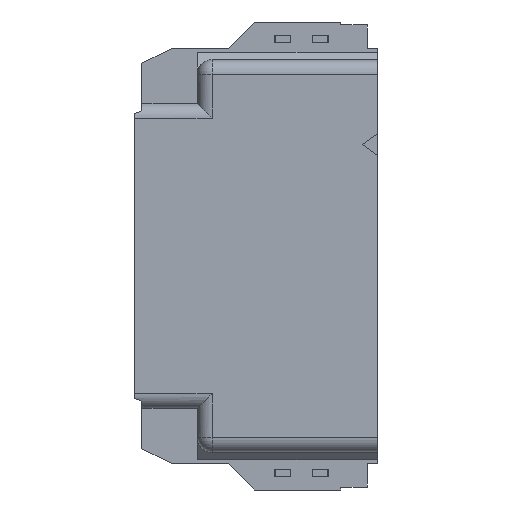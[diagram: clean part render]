
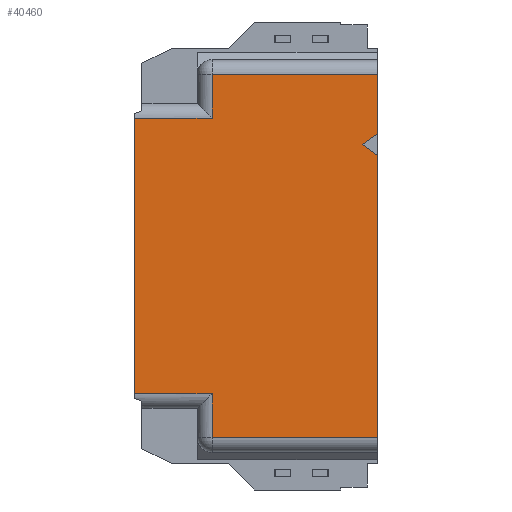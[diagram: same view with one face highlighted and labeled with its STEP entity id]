
A CAD part, left-side view. The second image highlights one B-rep face of the part: STEP entity #40460.
In plain terms, the highlighted planar face has unit normal (-1, 0, 0).
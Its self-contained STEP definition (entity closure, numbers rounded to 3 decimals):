
#3790=CARTESIAN_POINT('',(-11.523,27.981,-49.238));
#3800=VERTEX_POINT('',#3790);
#3850=CARTESIAN_POINT('',(-11.523,27.981,-49.238));
#3860=DIRECTION('',(0.,0.,-1.));
#3870=VECTOR('',#3860,1.);
#3880=LINE('',#3850,#3870);
#3890=CARTESIAN_POINT('',(-11.523,27.981,-52.238));
#3900=VERTEX_POINT('',#3890);
#3910=EDGE_CURVE('',#3800,#3900,#3880,.T.);
#7610=CARTESIAN_POINT('',(-11.523,16.681,-32.948));
#7620=VERTEX_POINT('',#7610);
#7700=CARTESIAN_POINT('',(-11.523,16.681,-31.448));
#7710=VERTEX_POINT('',#7700);
#7740=CARTESIAN_POINT('',(-11.523,16.681,-81.748));
#7750=DIRECTION('',(-0.,0.,1.));
#7760=VECTOR('',#7750,1.);
#7770=LINE('',#7740,#7760);
#7780=CARTESIAN_POINT('',(-11.523,16.681,-27.398));
#7790=VERTEX_POINT('',#7780);
#7800=EDGE_CURVE('',#7710,#7790,#7770,.T.);
#8520=CARTESIAN_POINT('',(-11.523,16.681,-52.238));
#8530=VERTEX_POINT('',#8520);
#8560=CARTESIAN_POINT('',(-11.523,16.681,-81.748));
#8570=DIRECTION('',(-0.,0.,1.));
#8580=VECTOR('',#8570,1.);
#8590=LINE('',#8560,#8580);
#8600=EDGE_CURVE('',#8530,#7620,#8590,.T.);
#29030=CARTESIAN_POINT('',(-11.523,27.981,-27.398));
#29040=VERTEX_POINT('',#29030);
#29070=CARTESIAN_POINT('',(-11.523,27.981,-30.398));
#29080=DIRECTION('',(0.,0.,1.));
#29090=VECTOR('',#29080,1.);
#29100=LINE('',#29070,#29090);
#29110=CARTESIAN_POINT('',(-11.523,27.981,-30.398));
#29120=VERTEX_POINT('',#29110);
#29130=EDGE_CURVE('',#29120,#29040,#29100,.T.);
#36770=CARTESIAN_POINT('',(-11.523,33.281,-30.398));
#36780=DIRECTION('',(0.,-1.,0.));
#36790=VECTOR('',#36780,1.);
#36800=LINE('',#36770,#36790);
#36810=CARTESIAN_POINT('',(-11.523,33.281,-30.398));
#36820=VERTEX_POINT('',#36810);
#36830=EDGE_CURVE('',#36820,#29120,#36800,.T.);
#39940=CARTESIAN_POINT('',(-11.523,33.696,-52.859));
#39950=DIRECTION('',(-1.,0.,0.));
#39960=DIRECTION('',(0.,1.,0.));
#39970=AXIS2_PLACEMENT_3D('',#39940,#39950,#39960);
#39980=PLANE('',#39970);
#39990=ORIENTED_EDGE('',*,*,#29130,.F.);
#40000=CARTESIAN_POINT('',(-11.523,27.981,-27.398));
#40010=DIRECTION('',(0.,-1.,0.));
#40020=VECTOR('',#40010,1.);
#40030=LINE('',#40000,#40020);
#40040=EDGE_CURVE('',#29040,#7790,#40030,.T.);
#40050=ORIENTED_EDGE('',*,*,#40040,.F.);
#40060=ORIENTED_EDGE('',*,*,#7800,.T.);
#40070=CARTESIAN_POINT('',(-11.523,19.881,-33.733));
#40080=DIRECTION('',(-0.,-0.814,0.581));
#40090=VECTOR('',#40080,1.);
#40100=LINE('',#40070,#40090);
#40110=CARTESIAN_POINT('',(-11.523,17.731,-32.198));
#40120=VERTEX_POINT('',#40110);
#40130=EDGE_CURVE('',#40120,#7710,#40100,.T.);
#40140=ORIENTED_EDGE('',*,*,#40130,.T.);
#40150=CARTESIAN_POINT('',(-11.523,19.881,-30.662));
#40160=DIRECTION('',(0.,0.814,0.581));
#40170=VECTOR('',#40160,1.);
#40180=LINE('',#40150,#40170);
#40190=EDGE_CURVE('',#7620,#40120,#40180,.T.);
#40200=ORIENTED_EDGE('',*,*,#40190,.T.);
#40210=ORIENTED_EDGE('',*,*,#8600,.T.);
#40220=CARTESIAN_POINT('',(-11.523,16.681,-52.238));
#40230=DIRECTION('',(0.,1.,0.));
#40240=VECTOR('',#40230,1.);
#40250=LINE('',#40220,#40240);
#40260=EDGE_CURVE('',#8530,#3900,#40250,.T.);
#40270=ORIENTED_EDGE('',*,*,#40260,.F.);
#40280=ORIENTED_EDGE('',*,*,#3910,.T.);
#40290=CARTESIAN_POINT('',(-11.523,33.281,-49.238));
#40300=DIRECTION('',(0.,-1.,0.));
#40310=VECTOR('',#40300,1.);
#40320=LINE('',#40290,#40310);
#40330=CARTESIAN_POINT('',(-11.523,33.281,-49.238));
#40340=VERTEX_POINT('',#40330);
#40350=EDGE_CURVE('',#40340,#3800,#40320,.T.);
#40360=ORIENTED_EDGE('',*,*,#40350,.T.);
#40370=CARTESIAN_POINT('',(-11.523,33.281,-81.748));
#40380=DIRECTION('',(0.,0.,-1.));
#40390=VECTOR('',#40380,1.);
#40400=LINE('',#40370,#40390);
#40410=EDGE_CURVE('',#36820,#40340,#40400,.T.);
#40420=ORIENTED_EDGE('',*,*,#40410,.T.);
#40430=ORIENTED_EDGE('',*,*,#36830,.F.);
#40440=EDGE_LOOP('',(#40430,#40420,#40360,#40280,#40270,#40210,#40200,
#40140,#40060,#40050,#39990));
#40450=FACE_OUTER_BOUND('',#40440,.T.);
#40460=ADVANCED_FACE('',(#40450),#39980,.T.);
